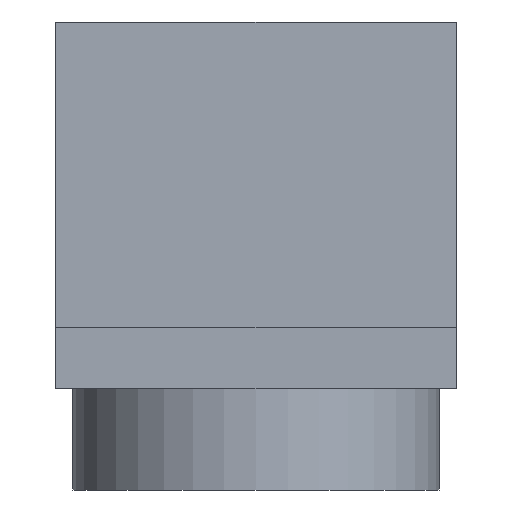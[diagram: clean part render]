
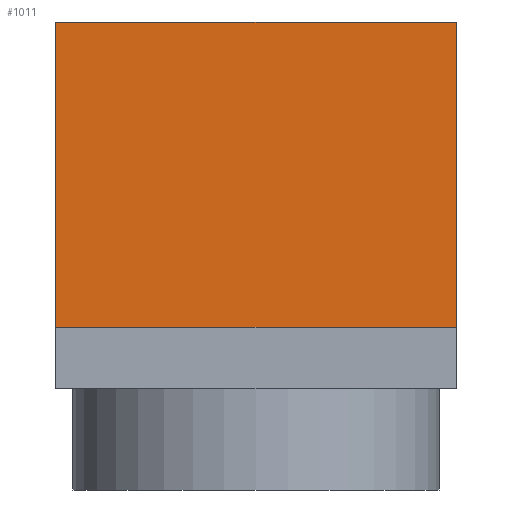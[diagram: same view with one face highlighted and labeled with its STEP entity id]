
A CAD part, left-side view. The second image highlights one B-rep face of the part: STEP entity #1011.
In plain terms, the highlighted planar face has unit normal (-1, 0, 0).
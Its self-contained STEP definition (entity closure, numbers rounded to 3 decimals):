
#266 = PLANE('',#267);
#267 = AXIS2_PLACEMENT_3D('',#268,#269,#270);
#268 = CARTESIAN_POINT('',(0.,0.,15.));
#269 = DIRECTION('',(-0.,-0.,-1.));
#270 = DIRECTION('',(-1.,0.,0.));
#550 = VERTEX_POINT('',#551);
#551 = CARTESIAN_POINT('',(-9.85,9.85,15.));
#567 = PLANE('',#568);
#568 = AXIS2_PLACEMENT_3D('',#569,#570,#571);
#569 = CARTESIAN_POINT('',(-9.85,9.85,0.));
#570 = DIRECTION('',(0.,1.,0.));
#571 = DIRECTION('',(1.,0.,0.));
#608 = VERTEX_POINT('',#609);
#609 = CARTESIAN_POINT('',(-9.85,-9.85,15.));
#623 = PLANE('',#624);
#624 = AXIS2_PLACEMENT_3D('',#625,#626,#627);
#625 = CARTESIAN_POINT('',(9.85,-9.85,0.));
#626 = DIRECTION('',(0.,-1.,0.));
#627 = DIRECTION('',(-1.,0.,0.));
#635 = EDGE_CURVE('',#608,#550,#636,.T.);
#636 = SURFACE_CURVE('',#637,(#641,#648),.PCURVE_S1.);
#637 = LINE('',#638,#639);
#638 = CARTESIAN_POINT('',(-9.85,-9.85,15.));
#639 = VECTOR('',#640,1.);
#640 = DIRECTION('',(0.,1.,0.));
#641 = PCURVE('',#266,#642);
#642 = DEFINITIONAL_REPRESENTATION('',(#643),#647);
#643 = LINE('',#644,#645);
#644 = CARTESIAN_POINT('',(9.85,-9.85));
#645 = VECTOR('',#646,1.);
#646 = DIRECTION('',(0.,1.));
#647 = ( GEOMETRIC_REPRESENTATION_CONTEXT(2) 
PARAMETRIC_REPRESENTATION_CONTEXT() REPRESENTATION_CONTEXT('2D SPACE',''
  ) );
#648 = PCURVE('',#649,#654);
#649 = PLANE('',#650);
#650 = AXIS2_PLACEMENT_3D('',#651,#652,#653);
#651 = CARTESIAN_POINT('',(-9.85,-9.85,0.));
#652 = DIRECTION('',(-1.,0.,0.));
#653 = DIRECTION('',(0.,1.,0.));
#654 = DEFINITIONAL_REPRESENTATION('',(#655),#659);
#655 = LINE('',#656,#657);
#656 = CARTESIAN_POINT('',(0.,-15.));
#657 = VECTOR('',#658,1.);
#658 = DIRECTION('',(1.,0.));
#659 = ( GEOMETRIC_REPRESENTATION_CONTEXT(2) 
PARAMETRIC_REPRESENTATION_CONTEXT() REPRESENTATION_CONTEXT('2D SPACE',''
  ) );
#825 = EDGE_CURVE('',#826,#550,#828,.T.);
#826 = VERTEX_POINT('',#827);
#827 = CARTESIAN_POINT('',(-9.85,9.85,0.));
#828 = SURFACE_CURVE('',#829,(#833,#840),.PCURVE_S1.);
#829 = LINE('',#830,#831);
#830 = CARTESIAN_POINT('',(-9.85,9.85,0.));
#831 = VECTOR('',#832,1.);
#832 = DIRECTION('',(0.,0.,1.));
#833 = PCURVE('',#567,#834);
#834 = DEFINITIONAL_REPRESENTATION('',(#835),#839);
#835 = LINE('',#836,#837);
#836 = CARTESIAN_POINT('',(0.,0.));
#837 = VECTOR('',#838,1.);
#838 = DIRECTION('',(0.,-1.));
#839 = ( GEOMETRIC_REPRESENTATION_CONTEXT(2) 
PARAMETRIC_REPRESENTATION_CONTEXT() REPRESENTATION_CONTEXT('2D SPACE',''
  ) );
#840 = PCURVE('',#649,#841);
#841 = DEFINITIONAL_REPRESENTATION('',(#842),#846);
#842 = LINE('',#843,#844);
#843 = CARTESIAN_POINT('',(19.7,0.));
#844 = VECTOR('',#845,1.);
#845 = DIRECTION('',(0.,-1.));
#846 = ( GEOMETRIC_REPRESENTATION_CONTEXT(2) 
PARAMETRIC_REPRESENTATION_CONTEXT() REPRESENTATION_CONTEXT('2D SPACE',''
  ) );
#960 = EDGE_CURVE('',#961,#608,#963,.T.);
#961 = VERTEX_POINT('',#962);
#962 = CARTESIAN_POINT('',(-9.85,-9.85,0.));
#963 = SURFACE_CURVE('',#964,(#968,#975),.PCURVE_S1.);
#964 = LINE('',#965,#966);
#965 = CARTESIAN_POINT('',(-9.85,-9.85,0.));
#966 = VECTOR('',#967,1.);
#967 = DIRECTION('',(0.,0.,1.));
#968 = PCURVE('',#623,#969);
#969 = DEFINITIONAL_REPRESENTATION('',(#970),#974);
#970 = LINE('',#971,#972);
#971 = CARTESIAN_POINT('',(19.7,0.));
#972 = VECTOR('',#973,1.);
#973 = DIRECTION('',(0.,-1.));
#974 = ( GEOMETRIC_REPRESENTATION_CONTEXT(2) 
PARAMETRIC_REPRESENTATION_CONTEXT() REPRESENTATION_CONTEXT('2D SPACE',''
  ) );
#975 = PCURVE('',#649,#976);
#976 = DEFINITIONAL_REPRESENTATION('',(#977),#981);
#977 = LINE('',#978,#979);
#978 = CARTESIAN_POINT('',(0.,0.));
#979 = VECTOR('',#980,1.);
#980 = DIRECTION('',(0.,-1.));
#981 = ( GEOMETRIC_REPRESENTATION_CONTEXT(2) 
PARAMETRIC_REPRESENTATION_CONTEXT() REPRESENTATION_CONTEXT('2D SPACE',''
  ) );
#1011 = ADVANCED_FACE('',(#1012),#649,.T.);
#1012 = FACE_BOUND('',#1013,.T.);
#1013 = EDGE_LOOP('',(#1014,#1015,#1016,#1017));
#1014 = ORIENTED_EDGE('',*,*,#960,.T.);
#1015 = ORIENTED_EDGE('',*,*,#635,.T.);
#1016 = ORIENTED_EDGE('',*,*,#825,.F.);
#1017 = ORIENTED_EDGE('',*,*,#1018,.F.);
#1018 = EDGE_CURVE('',#961,#826,#1019,.T.);
#1019 = SURFACE_CURVE('',#1020,(#1024,#1031),.PCURVE_S1.);
#1020 = LINE('',#1021,#1022);
#1021 = CARTESIAN_POINT('',(-9.85,-9.85,0.));
#1022 = VECTOR('',#1023,1.);
#1023 = DIRECTION('',(0.,1.,0.));
#1024 = PCURVE('',#649,#1025);
#1025 = DEFINITIONAL_REPRESENTATION('',(#1026),#1030);
#1026 = LINE('',#1027,#1028);
#1027 = CARTESIAN_POINT('',(0.,0.));
#1028 = VECTOR('',#1029,1.);
#1029 = DIRECTION('',(1.,0.));
#1030 = ( GEOMETRIC_REPRESENTATION_CONTEXT(2) 
PARAMETRIC_REPRESENTATION_CONTEXT() REPRESENTATION_CONTEXT('2D SPACE',''
  ) );
#1031 = PCURVE('',#1032,#1037);
#1032 = PLANE('',#1033);
#1033 = AXIS2_PLACEMENT_3D('',#1034,#1035,#1036);
#1034 = CARTESIAN_POINT('',(-9.85,9.85,0.));
#1035 = DIRECTION('',(-1.,-0.,-0.));
#1036 = DIRECTION('',(0.,-1.,0.));
#1037 = DEFINITIONAL_REPRESENTATION('',(#1038),#1042);
#1038 = LINE('',#1039,#1040);
#1039 = CARTESIAN_POINT('',(19.7,0.));
#1040 = VECTOR('',#1041,1.);
#1041 = DIRECTION('',(-1.,0.));
#1042 = ( GEOMETRIC_REPRESENTATION_CONTEXT(2) 
PARAMETRIC_REPRESENTATION_CONTEXT() REPRESENTATION_CONTEXT('2D SPACE',''
  ) );
